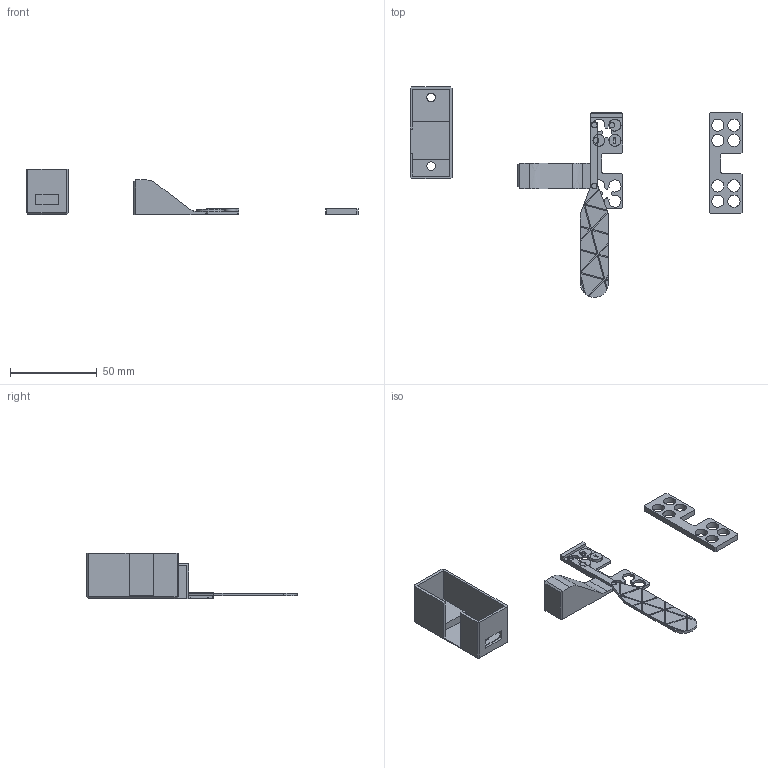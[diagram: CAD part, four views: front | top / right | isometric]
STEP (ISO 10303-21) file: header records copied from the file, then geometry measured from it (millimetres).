
FILE_DESCRIPTION(/* description */ ('STEP AP242','CAx-IF Rec.Pracs.---Representation and Presentation of Product Manufacturing Information (PMI)---4.0---2014-10-13','CAx-IF Rec.Pracs.---3D Tessellated Geometry---0.4---2014-09-14','2;1'),/* implementation_level */ '2;1');
FILE_NAME(/* name */ '659ec6bb59668219dd472653',/* time_stamp */ '2024-01-10T16:33:00Z',/* author */ (''),/* organization */ (''),/* preprocessor_version */ 'ST-DEVELOPER v19.4',/* originating_system */ ' ',/* authorisation */ ' ');
FILE_SCHEMA (('AP242_MANAGED_MODEL_BASED_3D_ENGINEERING_MIM_LF { 1 0 10303 442 1 1 4 }'));
Length unit declared in the file: metre
Products named in the file (7): Key; Tensioner; Pick; Disc Upright Magnet; Disc Flat Magnet; Disc Flat Magnet Thin; Bracket
Bounding box: 191.08 x 121.25 x 26 mm (x, y, z)
Volume: 20814.6 mm3; surface area: 18950.4 mm2
Topology: 7 solids, 7 shells, 693 faces, 1899 edges, 1259 vertices
Faces by surface type: plane 388, bspline 261, cylinder 41, cone 3
Full cylindrical faces by diameter (mm): 1.8 x2, 3.2 x4, 5 x2, 6.8 x3, 7 x8
Entity records: 22795 total; most frequent: CARTESIAN_POINT 6829, ORIENTED_EDGE 3754, DIRECTION 2302, EDGE_CURVE 1877, VERTEX_POINT 1259, LINE 1254, VECTOR 1254, EDGE_LOOP 780
